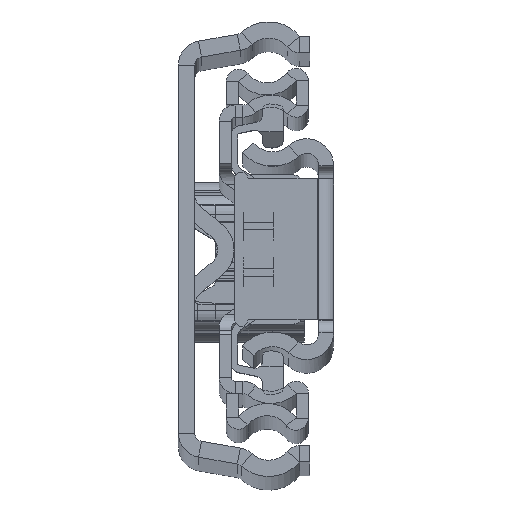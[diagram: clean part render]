
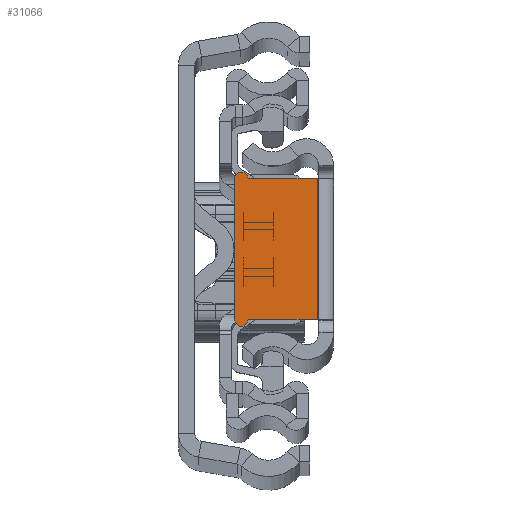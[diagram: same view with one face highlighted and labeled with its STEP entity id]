
A CAD part, top view. The second image highlights one B-rep face of the part: STEP entity #31066.
In plain terms, the highlighted planar face has unit normal (0, 0, 1).
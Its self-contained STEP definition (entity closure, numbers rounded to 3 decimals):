
#2711 = DIRECTION ( 'NONE',  ( 1., 0., 0. ) ) ;
#3365 = CARTESIAN_POINT ( 'NONE',  ( -2., 8.65, 0. ) ) ;
#3638 = CARTESIAN_POINT ( 'NONE',  ( -2., 0., 0. ) ) ;
#3779 = EDGE_CURVE ( 'NONE', #44305, #36407, #13602, .T. ) ;
#4083 = CARTESIAN_POINT ( 'NONE',  ( -10.5, 8.65, 0. ) ) ;
#5655 = LINE ( 'NONE', #32761, #29468 ) ;
#6202 = DIRECTION ( 'NONE',  ( 0., 0., 1. ) ) ;
#6715 = ORIENTED_EDGE ( 'NONE', *, *, #22769, .T. ) ;
#8465 = CARTESIAN_POINT ( 'NONE',  ( -12.2, 8.65, 0. ) ) ;
#9595 = EDGE_CURVE ( 'NONE', #41736, #38202, #5655, .T. ) ;
#11378 = CARTESIAN_POINT ( 'NONE',  ( -10.5, -8.65, 0. ) ) ;
#11383 = AXIS2_PLACEMENT_3D ( 'NONE', #21939, #25935, #50158 ) ;
#11401 = CARTESIAN_POINT ( 'NONE',  ( -12.2, -8.65, 0. ) ) ;
#13602 = LINE ( 'NONE', #51211, #20696 ) ;
#13639 = EDGE_CURVE ( 'NONE', #44305, #47633, #28594, .T. ) ;
#16107 = VECTOR ( 'NONE', #40190, 1000. ) ;
#18397 = VECTOR ( 'NONE', #51641, 1000. ) ;
#20000 = ORIENTED_EDGE ( 'NONE', *, *, #3779, .F. ) ;
#20523 = EDGE_LOOP ( 'NONE', ( #38081, #42305, #20000, #32754, #40692, #6715 ) ) ;
#20696 = VECTOR ( 'NONE', #25671, 1000. ) ;
#21939 = CARTESIAN_POINT ( 'NONE',  ( -11.35, 8.65, 0. ) ) ;
#22769 = EDGE_CURVE ( 'NONE', #29573, #38202, #34554, .T. ) ;
#23184 = EDGE_CURVE ( 'NONE', #41736, #36407, #47390, .T. ) ;
#25671 = DIRECTION ( 'NONE',  ( -1., 0., 0. ) ) ;
#25935 = DIRECTION ( 'NONE',  ( 0., 0., 1. ) ) ;
#27926 = PLANE ( 'NONE',  #29093 ) ;
#28594 = LINE ( 'NONE', #3638, #16107 ) ;
#29093 = AXIS2_PLACEMENT_3D ( 'NONE', #52413, #39528, #2711 ) ;
#29468 = VECTOR ( 'NONE', #43828, 1000. ) ;
#29573 = VERTEX_POINT ( 'NONE', #4083 ) ;
#31066 = ADVANCED_FACE ( 'NONE', ( #31695 ), #27926, .T. ) ;
#31695 = FACE_OUTER_BOUND ( 'NONE', #20523, .T. ) ;
#32754 = ORIENTED_EDGE ( 'NONE', *, *, #13639, .T. ) ;
#32761 = CARTESIAN_POINT ( 'NONE',  ( -12.2, 8.65, 0. ) ) ;
#34554 = CIRCLE ( 'NONE', #11383, 0.85 ) ;
#35227 = CARTESIAN_POINT ( 'NONE',  ( -1.8, 8.65, 0. ) ) ;
#36407 = VERTEX_POINT ( 'NONE', #11378 ) ;
#36644 = EDGE_CURVE ( 'NONE', #29573, #47633, #47618, .T. ) ;
#38081 = ORIENTED_EDGE ( 'NONE', *, *, #9595, .F. ) ;
#38202 = VERTEX_POINT ( 'NONE', #8465 ) ;
#39528 = DIRECTION ( 'NONE',  ( 0., 0., 1. ) ) ;
#40190 = DIRECTION ( 'NONE',  ( 0., 1., 0. ) ) ;
#40692 = ORIENTED_EDGE ( 'NONE', *, *, #36644, .F. ) ;
#41736 = VERTEX_POINT ( 'NONE', #11401 ) ;
#42305 = ORIENTED_EDGE ( 'NONE', *, *, #23184, .T. ) ;
#43828 = DIRECTION ( 'NONE',  ( 0., 1., 0. ) ) ;
#44305 = VERTEX_POINT ( 'NONE', #50795 ) ;
#47331 = DIRECTION ( 'NONE',  ( -1., 0., 0. ) ) ;
#47390 = CIRCLE ( 'NONE', #51686, 0.85 ) ;
#47618 = LINE ( 'NONE', #35227, #18397 ) ;
#47633 = VERTEX_POINT ( 'NONE', #3365 ) ;
#50158 = DIRECTION ( 'NONE',  ( 1., 0., 0. ) ) ;
#50795 = CARTESIAN_POINT ( 'NONE',  ( -2., -8.65, 0. ) ) ;
#51211 = CARTESIAN_POINT ( 'NONE',  ( -12.2, -8.65, 0. ) ) ;
#51624 = CARTESIAN_POINT ( 'NONE',  ( -11.35, -8.65, 0. ) ) ;
#51641 = DIRECTION ( 'NONE',  ( 1., 0., 0. ) ) ;
#51686 = AXIS2_PLACEMENT_3D ( 'NONE', #51624, #6202, #47331 ) ;
#52413 = CARTESIAN_POINT ( 'NONE',  ( 0., 0., 0. ) ) ;
